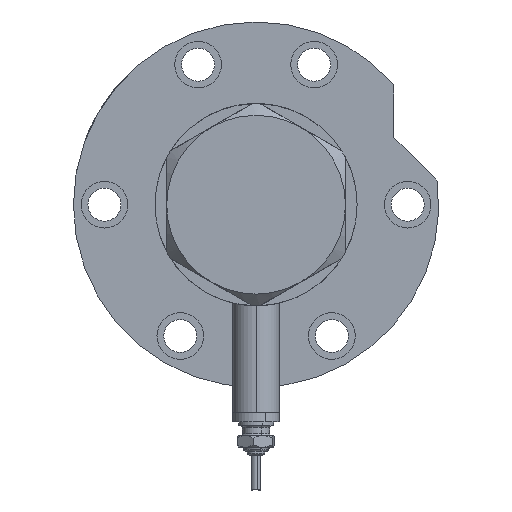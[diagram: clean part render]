
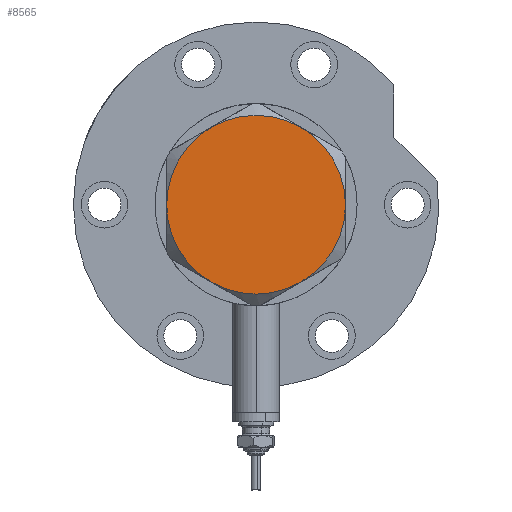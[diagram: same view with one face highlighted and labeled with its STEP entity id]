
A CAD part, left-side view. The second image highlights one B-rep face of the part: STEP entity #8565.
In plain terms, the highlighted face is planar.
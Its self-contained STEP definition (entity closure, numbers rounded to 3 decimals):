
#102 = CIRCLE ( 'NONE', #7966, 23. ) ;
#521 = CARTESIAN_POINT ( 'NONE',  ( 11.5, 19.919, 9. ) ) ;
#697 = CARTESIAN_POINT ( 'NONE',  ( 0., 0., 9. ) ) ;
#762 = DIRECTION ( 'NONE',  ( 1., 0., 0. ) ) ;
#1185 = VERTEX_POINT ( 'NONE', #2393 ) ;
#1244 = VERTEX_POINT ( 'NONE', #1417 ) ;
#1417 = CARTESIAN_POINT ( 'NONE',  ( 11.5, -19.919, 9. ) ) ;
#1563 = DIRECTION ( 'NONE',  ( 0., 0., 1. ) ) ;
#1644 = EDGE_CURVE ( 'NONE', #8276, #6990, #8071, .T. ) ;
#1743 = AXIS2_PLACEMENT_3D ( 'NONE', #1848, #7142, #5823 ) ;
#1835 = AXIS2_PLACEMENT_3D ( 'NONE', #697, #7294, #2033 ) ;
#1848 = CARTESIAN_POINT ( 'NONE',  ( 0., 0., 9. ) ) ;
#1915 = ORIENTED_EDGE ( 'NONE', *, *, #1644, .T. ) ;
#2033 = DIRECTION ( 'NONE',  ( 1., 0., 0. ) ) ;
#2235 = ORIENTED_EDGE ( 'NONE', *, *, #3537, .T. ) ;
#2269 = EDGE_CURVE ( 'NONE', #6798, #8276, #2732, .T. ) ;
#2393 = CARTESIAN_POINT ( 'NONE',  ( 23., 0., 9. ) ) ;
#2517 = DIRECTION ( 'NONE',  ( 0., 0., 1. ) ) ;
#2625 = CIRCLE ( 'NONE', #7550, 23. ) ;
#2724 = DIRECTION ( 'NONE',  ( 0., 0., 1. ) ) ;
#2732 = CIRCLE ( 'NONE', #7664, 23. ) ;
#2817 = DIRECTION ( 'NONE',  ( 0., 0., 1. ) ) ;
#3133 = CARTESIAN_POINT ( 'NONE',  ( 0., 0., 9. ) ) ;
#3504 = ORIENTED_EDGE ( 'NONE', *, *, #5848, .T. ) ;
#3537 = EDGE_CURVE ( 'NONE', #1244, #1185, #4156, .T. ) ;
#3672 = ORIENTED_EDGE ( 'NONE', *, *, #5955, .T. ) ;
#3752 = EDGE_LOOP ( 'NONE', ( #2235, #3672, #5326, #1915, #6703, #3504 ) ) ;
#4156 = CIRCLE ( 'NONE', #5571, 23. ) ;
#4164 = DIRECTION ( 'NONE',  ( 1., 0., 0. ) ) ;
#4253 = DIRECTION ( 'NONE',  ( 1., 0., 0. ) ) ;
#4629 = CIRCLE ( 'NONE', #5184, 23. ) ;
#4814 = CARTESIAN_POINT ( 'NONE',  ( 0., 0., 9. ) ) ;
#4917 = VERTEX_POINT ( 'NONE', #8594 ) ;
#4936 = CARTESIAN_POINT ( 'NONE',  ( 0., 0., 9. ) ) ;
#5184 = AXIS2_PLACEMENT_3D ( 'NONE', #4814, #2724, #762 ) ;
#5326 = ORIENTED_EDGE ( 'NONE', *, *, #2269, .T. ) ;
#5345 = CARTESIAN_POINT ( 'NONE',  ( 0., 0., 9. ) ) ;
#5571 = AXIS2_PLACEMENT_3D ( 'NONE', #7514, #8003, #4164 ) ;
#5823 = DIRECTION ( 'NONE',  ( 1., 0., 0. ) ) ;
#5838 = DIRECTION ( 'NONE',  ( 1., 0., 0. ) ) ;
#5848 = EDGE_CURVE ( 'NONE', #4917, #1244, #2625, .T. ) ;
#5955 = EDGE_CURVE ( 'NONE', #1185, #6798, #102, .T. ) ;
#6028 = CARTESIAN_POINT ( 'NONE',  ( -23., 0., 9. ) ) ;
#6703 = ORIENTED_EDGE ( 'NONE', *, *, #7407, .T. ) ;
#6716 = PLANE ( 'NONE',  #1835 ) ;
#6757 = DIRECTION ( 'NONE',  ( 1., 0., 0. ) ) ;
#6798 = VERTEX_POINT ( 'NONE', #521 ) ;
#6990 = VERTEX_POINT ( 'NONE', #6028 ) ;
#7142 = DIRECTION ( 'NONE',  ( 0., 0., 1. ) ) ;
#7294 = DIRECTION ( 'NONE',  ( 0., 0., 1. ) ) ;
#7407 = EDGE_CURVE ( 'NONE', #6990, #4917, #4629, .T. ) ;
#7514 = CARTESIAN_POINT ( 'NONE',  ( 0., 0., 9. ) ) ;
#7550 = AXIS2_PLACEMENT_3D ( 'NONE', #3133, #2517, #5838 ) ;
#7664 = AXIS2_PLACEMENT_3D ( 'NONE', #4936, #1563, #4253 ) ;
#7966 = AXIS2_PLACEMENT_3D ( 'NONE', #5345, #2817, #6757 ) ;
#8003 = DIRECTION ( 'NONE',  ( 0., 0., 1. ) ) ;
#8071 = CIRCLE ( 'NONE', #1743, 23. ) ;
#8276 = VERTEX_POINT ( 'NONE', #8339 ) ;
#8339 = CARTESIAN_POINT ( 'NONE',  ( -11.5, 19.919, 9. ) ) ;
#8565 = ADVANCED_FACE ( 'NONE', ( #8678 ), #6716, .T. ) ;
#8594 = CARTESIAN_POINT ( 'NONE',  ( -11.5, -19.919, 9. ) ) ;
#8678 = FACE_OUTER_BOUND ( 'NONE', #3752, .T. ) ;
